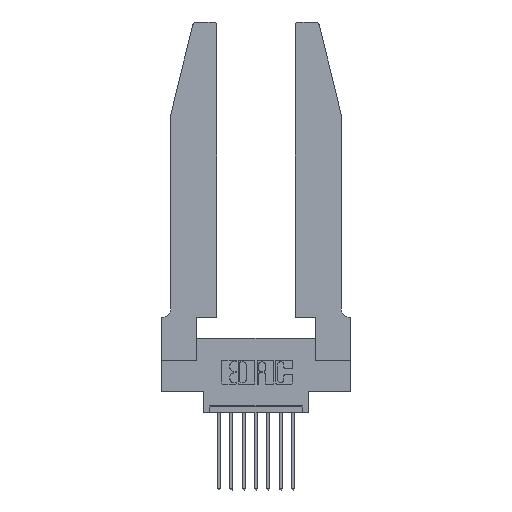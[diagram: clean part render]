
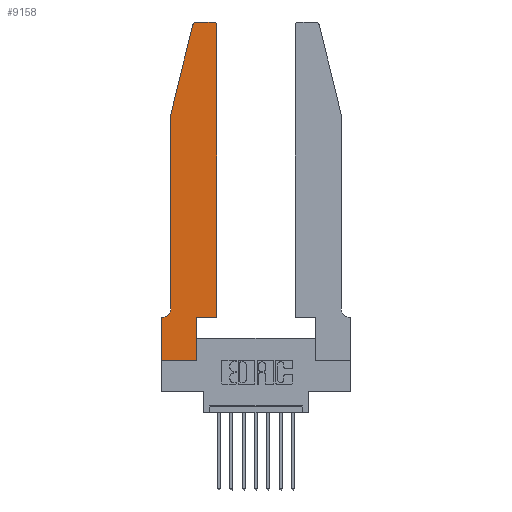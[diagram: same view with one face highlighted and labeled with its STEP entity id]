
A CAD part, top view. The second image highlights one B-rep face of the part: STEP entity #9158.
In plain terms, the highlighted planar face has unit normal (0, 0, 1).
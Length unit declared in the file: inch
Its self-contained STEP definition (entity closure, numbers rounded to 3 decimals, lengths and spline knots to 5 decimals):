
#669 = CARTESIAN_POINT ( 'NONE',  ( 0.0055, 0.35, 0.37 ) ) ;
#893 = DIRECTION ( 'NONE',  ( 0., 1., 0. ) ) ;
#954 = VERTEX_POINT ( 'NONE', #8314 ) ;
#1095 = ORIENTED_EDGE ( 'NONE', *, *, #13395, .T. ) ;
#1137 = VECTOR ( 'NONE', #11529, 39.37008 ) ;
#1155 = CARTESIAN_POINT ( 'NONE',  ( 0.0755, 2., 0.37 ) ) ;
#1168 = EDGE_CURVE ( 'NONE', #11827, #8062, #14269, .T. ) ;
#1255 = VECTOR ( 'NONE', #10221, 39.37008 ) ;
#1350 = CARTESIAN_POINT ( 'NONE',  ( 0.0755, 2., 0.37 ) ) ;
#1492 = CARTESIAN_POINT ( 'NONE',  ( 0.4505, 0.35, 0.37 ) ) ;
#2053 = ORIENTED_EDGE ( 'NONE', *, *, #1168, .T. ) ;
#2147 = VECTOR ( 'NONE', #893, 39.37008 ) ;
#2190 = EDGE_CURVE ( 'NONE', #7736, #10662, #12093, .T. ) ;
#2214 = CARTESIAN_POINT ( 'NONE',  ( 0.4505, 0.35, 0.37 ) ) ;
#2557 = DIRECTION ( 'NONE',  ( 1., 0., 0. ) ) ;
#2594 = AXIS2_PLACEMENT_3D ( 'NONE', #2675, #14161, #10724 ) ;
#2610 = CARTESIAN_POINT ( 'NONE',  ( 0.4505, 0.35, 0.37 ) ) ;
#2675 = CARTESIAN_POINT ( 'NONE',  ( 0.0055, 0.42, 0.37 ) ) ;
#3621 = AXIS2_PLACEMENT_3D ( 'NONE', #10115, #7140, #5833 ) ;
#4050 = CARTESIAN_POINT ( 'NONE',  ( 0., 0.35, 0.37 ) ) ;
#4130 = VECTOR ( 'NONE', #11430, 39.37008 ) ;
#4137 = CARTESIAN_POINT ( 'NONE',  ( 0.25487, 2.72718, 0.37 ) ) ;
#4195 = ORIENTED_EDGE ( 'NONE', *, *, #2190, .T. ) ;
#4937 = EDGE_CURVE ( 'NONE', #5611, #7736, #7366, .T. ) ;
#5228 = ORIENTED_EDGE ( 'NONE', *, *, #9608, .T. ) ;
#5243 = DIRECTION ( 'NONE',  ( 1., 0., 0. ) ) ;
#5273 = EDGE_CURVE ( 'NONE', #10662, #954, #8240, .T. ) ;
#5274 = EDGE_CURVE ( 'NONE', #8062, #8622, #14353, .T. ) ;
#5323 = AXIS2_PLACEMENT_3D ( 'NONE', #12263, #9870, #11094 ) ;
#5527 = CARTESIAN_POINT ( 'NONE',  ( 0.284, 2.75, 0.37 ) ) ;
#5611 = VERTEX_POINT ( 'NONE', #4050 ) ;
#5709 = CIRCLE ( 'NONE', #13038, 0.03 ) ;
#5757 = DIRECTION ( 'NONE',  ( 1., 0., 0. ) ) ;
#5833 = DIRECTION ( 'NONE',  ( 1., 0., 0. ) ) ;
#5838 = ORIENTED_EDGE ( 'NONE', *, *, #4937, .T. ) ;
#5893 = DIRECTION ( 'NONE',  ( 0., -1., 0. ) ) ;
#5935 = CARTESIAN_POINT ( 'NONE',  ( 0.2605, 2.75, 0.37 ) ) ;
#6005 = VERTEX_POINT ( 'NONE', #13875 ) ;
#6075 = LINE ( 'NONE', #2214, #4130 ) ;
#6144 = CARTESIAN_POINT ( 'NONE',  ( 0.4205, 2.72, 0.37 ) ) ;
#6400 = VERTEX_POINT ( 'NONE', #669 ) ;
#6525 = LINE ( 'NONE', #10527, #13002 ) ;
#6596 = EDGE_CURVE ( 'NONE', #8332, #8235, #12462, .T. ) ;
#6638 = EDGE_CURVE ( 'NONE', #8622, #8332, #9046, .T. ) ;
#6677 = EDGE_CURVE ( 'NONE', #6400, #5611, #6525, .T. ) ;
#6682 = CIRCLE ( 'NONE', #2594, 0.07 ) ;
#6713 = CARTESIAN_POINT ( 'NONE',  ( 0., 0., 0.37 ) ) ;
#6856 = CARTESIAN_POINT ( 'NONE',  ( 0.2865, 0.35, 0.37 ) ) ;
#6897 = ORIENTED_EDGE ( 'NONE', *, *, #6596, .T. ) ;
#7140 = DIRECTION ( 'NONE',  ( 0., 0., 1. ) ) ;
#7235 = VECTOR ( 'NONE', #5893, 39.37008 ) ;
#7366 = LINE ( 'NONE', #6713, #1255 ) ;
#7576 = LINE ( 'NONE', #2610, #10287 ) ;
#7736 = VERTEX_POINT ( 'NONE', #8219 ) ;
#7827 = ORIENTED_EDGE ( 'NONE', *, *, #7876, .T. ) ;
#7876 = EDGE_CURVE ( 'NONE', #954, #9571, #7576, .T. ) ;
#7882 = CARTESIAN_POINT ( 'NONE',  ( 0.2865, 0., 0.37 ) ) ;
#7987 = VECTOR ( 'NONE', #9646, 39.37008 ) ;
#8044 = ORIENTED_EDGE ( 'NONE', *, *, #5273, .T. ) ;
#8062 = VERTEX_POINT ( 'NONE', #5527 ) ;
#8219 = CARTESIAN_POINT ( 'NONE',  ( 0., 0., 0.37 ) ) ;
#8235 = VERTEX_POINT ( 'NONE', #10203 ) ;
#8240 = LINE ( 'NONE', #6856, #2147 ) ;
#8314 = CARTESIAN_POINT ( 'NONE',  ( 0.2865, 0.35, 0.37 ) ) ;
#8332 = VERTEX_POINT ( 'NONE', #9319 ) ;
#8622 = VERTEX_POINT ( 'NONE', #4137 ) ;
#9046 = LINE ( 'NONE', #1350, #1137 ) ;
#9134 = EDGE_LOOP ( 'NONE', ( #2053, #13974, #13130, #6897, #1095, #11298, #5838, #4195, #8044, #7827, #14333, #5228 ) ) ;
#9158 = ADVANCED_FACE ( 'NONE', ( #14201 ), #9918, .T. ) ;
#9319 = CARTESIAN_POINT ( 'NONE',  ( 0.0755, 2., 0.37 ) ) ;
#9380 = EDGE_CURVE ( 'NONE', #9571, #6005, #6075, .T. ) ;
#9571 = VERTEX_POINT ( 'NONE', #1492 ) ;
#9608 = EDGE_CURVE ( 'NONE', #6005, #11827, #5709, .T. ) ;
#9646 = DIRECTION ( 'NONE',  ( -1., 0., 0. ) ) ;
#9870 = DIRECTION ( 'NONE',  ( 0., 0., 1. ) ) ;
#9918 = PLANE ( 'NONE',  #5323 ) ;
#10115 = CARTESIAN_POINT ( 'NONE',  ( 0.284, 2.72, 0.37 ) ) ;
#10203 = CARTESIAN_POINT ( 'NONE',  ( 0.0755, 0.42, 0.37 ) ) ;
#10221 = DIRECTION ( 'NONE',  ( 0., -1., 0. ) ) ;
#10287 = VECTOR ( 'NONE', #5243, 39.37008 ) ;
#10527 = CARTESIAN_POINT ( 'NONE',  ( 0.0755, 0.35, 0.37 ) ) ;
#10662 = VERTEX_POINT ( 'NONE', #7882 ) ;
#10724 = DIRECTION ( 'NONE',  ( -1., 0., 0. ) ) ;
#11094 = DIRECTION ( 'NONE',  ( 1., 0., 0. ) ) ;
#11298 = ORIENTED_EDGE ( 'NONE', *, *, #6677, .T. ) ;
#11430 = DIRECTION ( 'NONE',  ( 0., 1., 0. ) ) ;
#11529 = DIRECTION ( 'NONE',  ( -0.239, -0.971, 0. ) ) ;
#11720 = DIRECTION ( 'NONE',  ( -1., 0., 0. ) ) ;
#11801 = DIRECTION ( 'NONE',  ( 0., 0., 1. ) ) ;
#11827 = VERTEX_POINT ( 'NONE', #12701 ) ;
#12093 = LINE ( 'NONE', #13868, #12622 ) ;
#12263 = CARTESIAN_POINT ( 'NONE',  ( 0., 0.35, 0.37 ) ) ;
#12462 = LINE ( 'NONE', #1155, #7235 ) ;
#12622 = VECTOR ( 'NONE', #5757, 39.37008 ) ;
#12701 = CARTESIAN_POINT ( 'NONE',  ( 0.4205, 2.75, 0.37 ) ) ;
#13002 = VECTOR ( 'NONE', #11720, 39.37008 ) ;
#13038 = AXIS2_PLACEMENT_3D ( 'NONE', #6144, #11801, #2557 ) ;
#13130 = ORIENTED_EDGE ( 'NONE', *, *, #6638, .T. ) ;
#13395 = EDGE_CURVE ( 'NONE', #8235, #6400, #6682, .T. ) ;
#13868 = CARTESIAN_POINT ( 'NONE',  ( 0., 0., 0.37 ) ) ;
#13875 = CARTESIAN_POINT ( 'NONE',  ( 0.4505, 2.72, 0.37 ) ) ;
#13974 = ORIENTED_EDGE ( 'NONE', *, *, #5274, .T. ) ;
#14161 = DIRECTION ( 'NONE',  ( 0., 0., -1. ) ) ;
#14201 = FACE_OUTER_BOUND ( 'NONE', #9134, .T. ) ;
#14269 = LINE ( 'NONE', #5935, #7987 ) ;
#14333 = ORIENTED_EDGE ( 'NONE', *, *, #9380, .T. ) ;
#14353 = CIRCLE ( 'NONE', #3621, 0.03 ) ;
